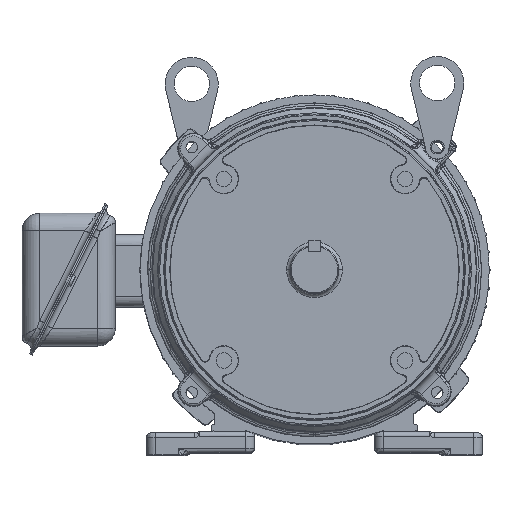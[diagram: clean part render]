
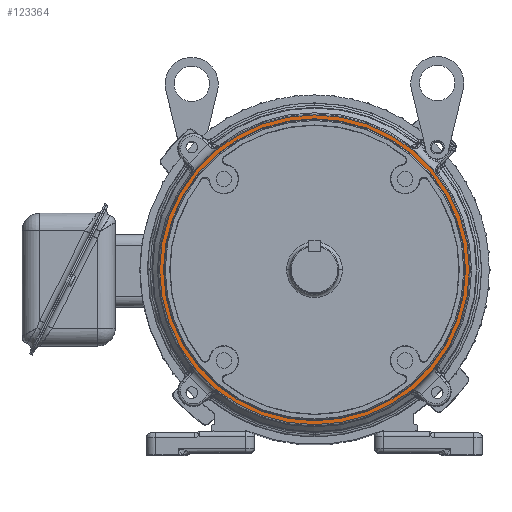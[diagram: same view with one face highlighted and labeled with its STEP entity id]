
A CAD part, top view. The second image highlights one B-rep face of the part: STEP entity #123364.
In plain terms, the highlighted planar face has unit normal (0, 0, 1).
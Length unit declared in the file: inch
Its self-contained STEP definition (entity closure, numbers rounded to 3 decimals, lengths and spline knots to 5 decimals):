
#4876 = CARTESIAN_POINT ( 'NONE',  ( 0., 0., 8.438 ) ) ;
#4941 = ORIENTED_EDGE ( 'NONE', *, *, #7011, .F. ) ;
#6366 = DIRECTION ( 'NONE',  ( 0., 0., -1. ) ) ;
#7011 = EDGE_CURVE ( 'NONE', #73495, #74106, #17292, .T. ) ;
#12370 = AXIS2_PLACEMENT_3D ( 'NONE', #116456, #106418, #66940 ) ;
#15635 = DIRECTION ( 'NONE',  ( 0., 0., -1. ) ) ;
#17292 = CIRCLE ( 'NONE', #113377, 4.37702 ) ;
#28887 = EDGE_LOOP ( 'NONE', ( #4941, #67943 ) ) ;
#32233 = AXIS2_PLACEMENT_3D ( 'NONE', #122727, #15635, #36860 ) ;
#33004 = CARTESIAN_POINT ( 'NONE',  ( 4.37702, 0., 8.438 ) ) ;
#33951 = CARTESIAN_POINT ( 'NONE',  ( 0., 0., 8.438 ) ) ;
#36860 = DIRECTION ( 'NONE',  ( -1., 0., 0. ) ) ;
#40341 = CIRCLE ( 'NONE', #12370, 4.266 ) ;
#46659 = DIRECTION ( 'NONE',  ( 0., 0., -1. ) ) ;
#61663 = CARTESIAN_POINT ( 'NONE',  ( -4.37702, 0., 8.438 ) ) ;
#63220 = CIRCLE ( 'NONE', #105305, 4.266 ) ;
#65455 = DIRECTION ( 'NONE',  ( -1., 0., 0. ) ) ;
#66940 = DIRECTION ( 'NONE',  ( -1., 0., 0. ) ) ;
#67943 = ORIENTED_EDGE ( 'NONE', *, *, #118255, .F. ) ;
#68638 = CARTESIAN_POINT ( 'NONE',  ( 4.266, 0., 8.438 ) ) ;
#68684 = AXIS2_PLACEMENT_3D ( 'NONE', #122205, #121590, #103394 ) ;
#73327 = FACE_OUTER_BOUND ( 'NONE', #28887, .T. ) ;
#73495 = VERTEX_POINT ( 'NONE', #61663 ) ;
#74106 = VERTEX_POINT ( 'NONE', #33004 ) ;
#79117 = VERTEX_POINT ( 'NONE', #120380 ) ;
#81721 = EDGE_CURVE ( 'NONE', #79117, #84611, #63220, .T. ) ;
#84611 = VERTEX_POINT ( 'NONE', #68638 ) ;
#90743 = ORIENTED_EDGE ( 'NONE', *, *, #81721, .T. ) ;
#93761 = ORIENTED_EDGE ( 'NONE', *, *, #118940, .T. ) ;
#97569 = EDGE_LOOP ( 'NONE', ( #90743, #93761 ) ) ;
#102173 = PLANE ( 'NONE',  #68684 ) ;
#103394 = DIRECTION ( 'NONE',  ( -1., 0., 0. ) ) ;
#105305 = AXIS2_PLACEMENT_3D ( 'NONE', #33951, #6366, #110424 ) ;
#106418 = DIRECTION ( 'NONE',  ( 0., 0., -1. ) ) ;
#110424 = DIRECTION ( 'NONE',  ( -1., 0., 0. ) ) ;
#111605 = FACE_BOUND ( 'NONE', #97569, .T. ) ;
#113377 = AXIS2_PLACEMENT_3D ( 'NONE', #4876, #46659, #65455 ) ;
#116456 = CARTESIAN_POINT ( 'NONE',  ( 0., 0., 8.438 ) ) ;
#118255 = EDGE_CURVE ( 'NONE', #74106, #73495, #122310, .T. ) ;
#118940 = EDGE_CURVE ( 'NONE', #84611, #79117, #40341, .T. ) ;
#120380 = CARTESIAN_POINT ( 'NONE',  ( -4.266, 0., 8.438 ) ) ;
#121590 = DIRECTION ( 'NONE',  ( 0., 0., -1. ) ) ;
#122205 = CARTESIAN_POINT ( 'NONE',  ( 0., 0., 8.438 ) ) ;
#122310 = CIRCLE ( 'NONE', #32233, 4.37702 ) ;
#122727 = CARTESIAN_POINT ( 'NONE',  ( 0., 0., 8.438 ) ) ;
#123364 = ADVANCED_FACE ( 'NONE', ( #73327, #111605 ), #102173, .F. ) ;
